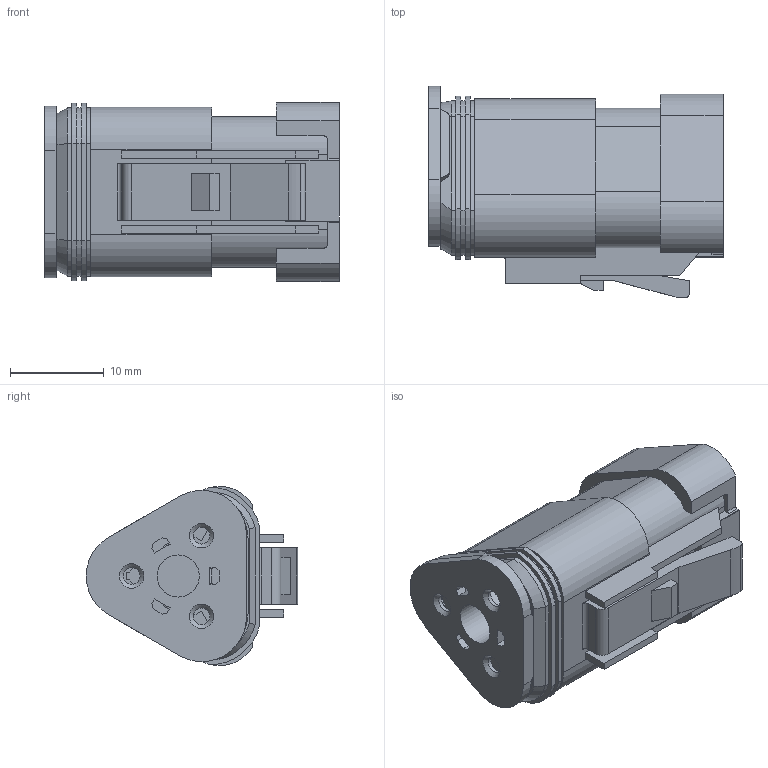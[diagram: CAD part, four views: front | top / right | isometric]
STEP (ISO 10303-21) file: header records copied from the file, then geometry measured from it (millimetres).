
FILE_DESCRIPTION(/* description */ ('STEP AP214'),/* implementation_level */ '2;1');
FILE_NAME(/* name */ 'AT06-3S-SS01',/* time_stamp */ '2023-01-27T08:02:33+01:00',/* author */ ('License CC BY-ND 4.0'),/* organization */ ('CADENAS'),/* preprocessor_version */ 'ST-DEVELOPER v18.102',/* originating_system */ 'PARTsolutions',/* authorisation */ ' ');
FILE_SCHEMA (('AUTOMOTIVE_DESIGN {1 0 10303 214 3 1 1}'));
Length unit declared in the file: millimetre
Products named in the file (6): AT06-3S-SS01; AW3S; AT06-3S-SS01-CAP; AT06-3S-SS01XXX-SEAL; AT06-3S-SS01XXX-W; AT06-3S-SS01-BODY
Assembly tree (5 placements, depth 2):
  AT06-3S-SS01
    AW3S
    AT06-3S-SS01-CAP
    AT06-3S-SS01XXX-SEAL
    AT06-3S-SS01XXX-W
    AT06-3S-SS01-BODY
Bounding box: 31.4 x 22.55 x 19.1 mm (x, y, z)
Volume: 5880 mm3; surface area: 6945.2 mm2
Topology: 5 solids, 5 shells, 313 faces, 853 edges, 562 vertices
Faces by surface type: plane 226, cylinder 81, cone 6
Full cylindrical faces by diameter (mm): 1.8 x3, 3 x3, 4.5 x1
Entity records: 9982 total; most frequent: CARTESIAN_POINT 1748, ORIENTED_EDGE 1686, DIRECTION 1651, EDGE_CURVE 843, LINE 657, VECTOR 657, VERTEX_POINT 562, AXIS2_PLACEMENT_3D 497
